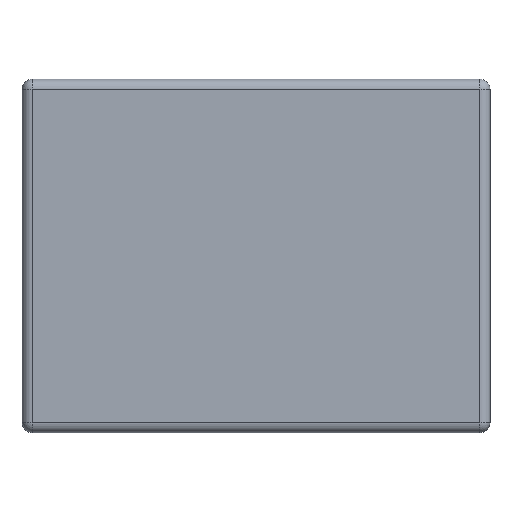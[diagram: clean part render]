
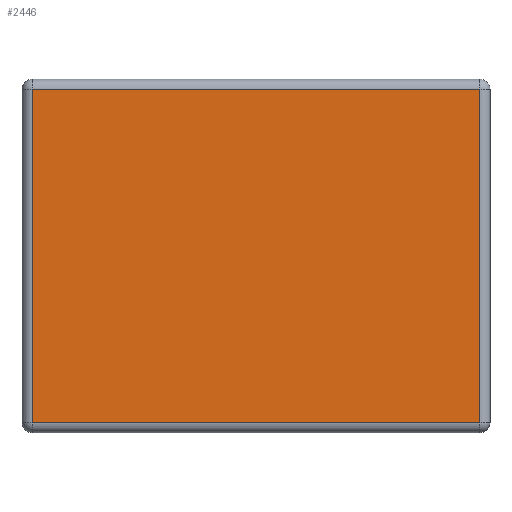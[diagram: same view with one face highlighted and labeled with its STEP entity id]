
A CAD part, top view. The second image highlights one B-rep face of the part: STEP entity #2446.
In plain terms, the highlighted planar face has unit normal (0, 0, 1).
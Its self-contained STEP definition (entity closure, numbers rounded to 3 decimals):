
#1850=CARTESIAN_POINT('',(1.095,0.815,1.52));
#1851=VERTEX_POINT('',#1850);
#1883=CARTESIAN_POINT('',(-1.095,0.815,1.52));
#1884=VERTEX_POINT('',#1883);
#1953=CARTESIAN_POINT('',(1.095,-0.815,1.52));
#1954=VERTEX_POINT('',#1953);
#2023=CARTESIAN_POINT('',(-1.095,-0.815,1.52));
#2024=VERTEX_POINT('',#2023);
#2239=CARTESIAN_POINT('',(-1.095,-0.815,1.52));
#2240=DIRECTION('',(0.0,1.0,0.0));
#2241=VECTOR('',#2240,1.63);
#2242=LINE('',#2239,#2241);
#2243=EDGE_CURVE('',#2024,#1884,#2242,.T.);
#2261=CARTESIAN_POINT('',(1.095,-0.815,1.52));
#2262=DIRECTION('',(-1.0,0.0,0.0));
#2263=VECTOR('',#2262,2.19);
#2264=LINE('',#2261,#2263);
#2265=EDGE_CURVE('',#1954,#2024,#2264,.T.);
#2327=CARTESIAN_POINT('',(1.095,0.815,1.52));
#2328=DIRECTION('',(0.0,-1.0,0.0));
#2329=VECTOR('',#2328,1.63);
#2330=LINE('',#2327,#2329);
#2331=EDGE_CURVE('',#1851,#1954,#2330,.T.);
#2371=CARTESIAN_POINT('',(-1.095,0.815,1.52));
#2372=DIRECTION('',(1.0,0.0,0.0));
#2373=VECTOR('',#2372,2.19);
#2374=LINE('',#2371,#2373);
#2375=EDGE_CURVE('',#1884,#1851,#2374,.T.);
#2435=CARTESIAN_POINT('',(0.,0.,1.52));
#2436=DIRECTION('',(0.0,0.0,-1.0));
#2437=DIRECTION('',(-1.0,0.0,0.0));
#2438=AXIS2_PLACEMENT_3D('',#2435,#2436,#2437);
#2439=PLANE('',#2438);
#2440=ORIENTED_EDGE('',*,*,#2243,.F.);
#2441=ORIENTED_EDGE('',*,*,#2265,.F.);
#2442=ORIENTED_EDGE('',*,*,#2331,.F.);
#2443=ORIENTED_EDGE('',*,*,#2375,.F.);
#2444=EDGE_LOOP('',(#2440,#2441,#2442,#2443));
#2445=FACE_OUTER_BOUND('',#2444,.T.);
#2446=ADVANCED_FACE('',(#2445),#2439,.F.);
